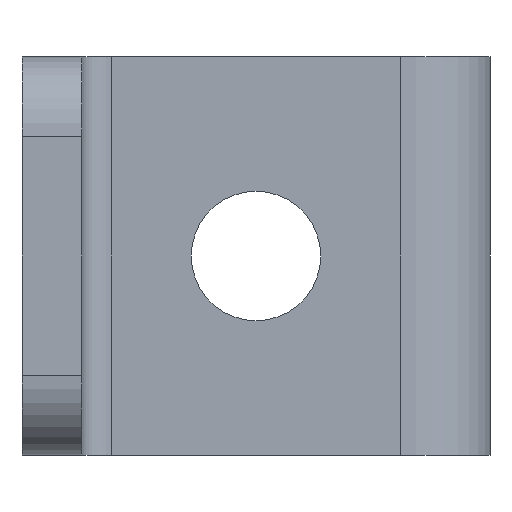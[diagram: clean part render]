
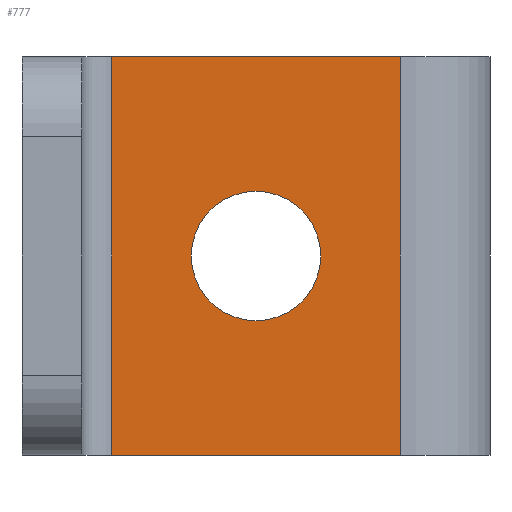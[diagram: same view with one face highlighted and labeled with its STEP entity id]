
A CAD part, left-side view. The second image highlights one B-rep face of the part: STEP entity #777.
In plain terms, the highlighted planar face has unit normal (-1, 0, 0).
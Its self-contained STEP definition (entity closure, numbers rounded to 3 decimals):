
#23 = VECTOR ( 'NONE', #259, 1000. ) ;
#51 = VECTOR ( 'NONE', #523, 1000. ) ;
#57 = CARTESIAN_POINT ( 'NONE',  ( 0., 38., -20. ) ) ;
#97 = ORIENTED_EDGE ( 'NONE', *, *, #131, .T. ) ;
#131 = EDGE_CURVE ( 'NONE', #434, #574, #277, .T. ) ;
#162 = EDGE_CURVE ( 'NONE', #834, #666, #335, .T. ) ;
#171 = CARTESIAN_POINT ( 'NONE',  ( 0., 23.5, 6.5 ) ) ;
#201 = ORIENTED_EDGE ( 'NONE', *, *, #755, .T. ) ;
#209 = DIRECTION ( 'NONE',  ( 0., -1., 0. ) ) ;
#225 = DIRECTION ( 'NONE',  ( 1., 0., 0. ) ) ;
#242 = LINE ( 'NONE', #573, #23 ) ;
#249 = DIRECTION ( 'NONE',  ( 0., 1., 0. ) ) ;
#253 = DIRECTION ( 'NONE',  ( 1., 0., 0. ) ) ;
#258 = LINE ( 'NONE', #662, #51 ) ;
#259 = DIRECTION ( 'NONE',  ( 0., 0., -1. ) ) ;
#277 = CIRCLE ( 'NONE', #495, 6.5 ) ;
#329 = CARTESIAN_POINT ( 'NONE',  ( 0., 38., 20. ) ) ;
#335 = LINE ( 'NONE', #57, #659 ) ;
#337 = EDGE_CURVE ( 'NONE', #574, #434, #744, .T. ) ;
#353 = CARTESIAN_POINT ( 'NONE',  ( 0., 9., 20. ) ) ;
#354 = CARTESIAN_POINT ( 'NONE',  ( 0., 23.5, 0. ) ) ;
#396 = EDGE_CURVE ( 'NONE', #692, #666, #242, .T. ) ;
#424 = AXIS2_PLACEMENT_3D ( 'NONE', #354, #225, #249 ) ;
#434 = VERTEX_POINT ( 'NONE', #171 ) ;
#462 = EDGE_CURVE ( 'NONE', #696, #692, #590, .T. ) ;
#495 = AXIS2_PLACEMENT_3D ( 'NONE', #800, #866, #532 ) ;
#517 = ORIENTED_EDGE ( 'NONE', *, *, #462, .F. ) ;
#523 = DIRECTION ( 'NONE',  ( 0., 0., -1. ) ) ;
#532 = DIRECTION ( 'NONE',  ( 0., 1., 0. ) ) ;
#546 = CARTESIAN_POINT ( 'NONE',  ( 0., 9., -20. ) ) ;
#550 = CARTESIAN_POINT ( 'NONE',  ( 0., 38., 20. ) ) ;
#558 = EDGE_LOOP ( 'NONE', ( #704, #634, #517, #201 ) ) ;
#573 = CARTESIAN_POINT ( 'NONE',  ( 0., 9., 20. ) ) ;
#574 = VERTEX_POINT ( 'NONE', #618 ) ;
#590 = LINE ( 'NONE', #329, #750 ) ;
#602 = DIRECTION ( 'NONE',  ( 0., -1., 0. ) ) ;
#616 = ORIENTED_EDGE ( 'NONE', *, *, #337, .T. ) ;
#618 = CARTESIAN_POINT ( 'NONE',  ( 0., 23.5, -6.5 ) ) ;
#634 = ORIENTED_EDGE ( 'NONE', *, *, #396, .F. ) ;
#657 = PLANE ( 'NONE',  #850 ) ;
#659 = VECTOR ( 'NONE', #602, 1000. ) ;
#662 = CARTESIAN_POINT ( 'NONE',  ( 0., 38., 20. ) ) ;
#666 = VERTEX_POINT ( 'NONE', #546 ) ;
#692 = VERTEX_POINT ( 'NONE', #353 ) ;
#696 = VERTEX_POINT ( 'NONE', #550 ) ;
#704 = ORIENTED_EDGE ( 'NONE', *, *, #162, .T. ) ;
#711 = EDGE_LOOP ( 'NONE', ( #616, #97 ) ) ;
#713 = CARTESIAN_POINT ( 'NONE',  ( 0., 38., 20. ) ) ;
#717 = DIRECTION ( 'NONE',  ( 0., 1., 0. ) ) ;
#727 = FACE_BOUND ( 'NONE', #711, .T. ) ;
#744 = CIRCLE ( 'NONE', #424, 6.5 ) ;
#750 = VECTOR ( 'NONE', #209, 1000. ) ;
#755 = EDGE_CURVE ( 'NONE', #696, #834, #258, .T. ) ;
#777 = ADVANCED_FACE ( 'NONE', ( #727, #863 ), #657, .F. ) ;
#784 = CARTESIAN_POINT ( 'NONE',  ( 0., 38., -20. ) ) ;
#800 = CARTESIAN_POINT ( 'NONE',  ( 0., 23.5, 0. ) ) ;
#834 = VERTEX_POINT ( 'NONE', #784 ) ;
#850 = AXIS2_PLACEMENT_3D ( 'NONE', #713, #253, #717 ) ;
#863 = FACE_OUTER_BOUND ( 'NONE', #558, .T. ) ;
#866 = DIRECTION ( 'NONE',  ( 1., 0., 0. ) ) ;
